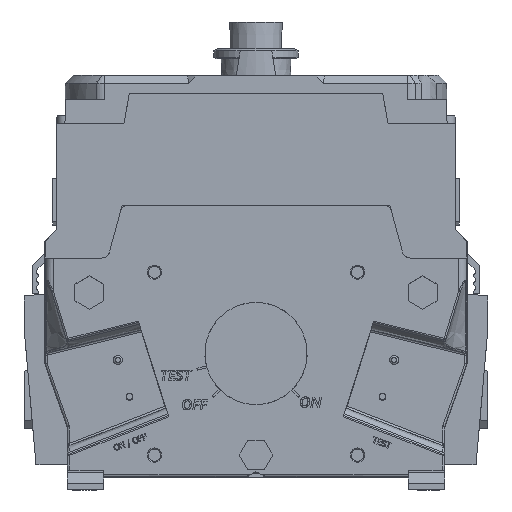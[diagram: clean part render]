
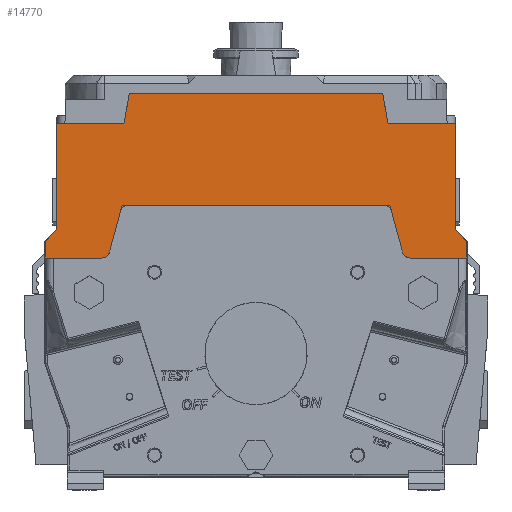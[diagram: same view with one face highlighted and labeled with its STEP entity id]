
A CAD part, front view. The second image highlights one B-rep face of the part: STEP entity #14770.
In plain terms, the highlighted planar face has unit normal (0, -1, -0.009).
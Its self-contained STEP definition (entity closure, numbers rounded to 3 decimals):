
#543=ELLIPSE('',#40578,2.,2.);
#544=ELLIPSE('',#40579,2.,2.);
#1735=PLANE('',#40580);
#3123=FACE_OUTER_BOUND('',#17288,.T.);
#7477=LINE('',#61321,#12297);
#7548=LINE('',#61481,#12368);
#7563=LINE('',#61515,#12383);
#7568=LINE('',#61525,#12388);
#7583=LINE('',#61554,#12403);
#7617=LINE('',#61624,#12437);
#7619=LINE('',#61627,#12439);
#7659=LINE('',#61709,#12479);
#7664=LINE('',#61719,#12484);
#7688=LINE('',#61765,#12508);
#7689=LINE('',#61769,#12509);
#7690=LINE('',#61770,#12510);
#7691=LINE('',#61772,#12511);
#7692=LINE('',#61774,#12512);
#7693=LINE('',#61776,#12513);
#7694=LINE('',#61778,#12514);
#7695=LINE('',#61780,#12515);
#7696=LINE('',#61782,#12516);
#7697=LINE('',#61784,#12517);
#7698=LINE('',#61787,#12518);
#7699=LINE('',#61788,#12519);
#7700=LINE('',#61789,#12520);
#12297=VECTOR('',#48603,1.);
#12368=VECTOR('',#48718,1.);
#12383=VECTOR('',#48741,1.);
#12388=VECTOR('',#48748,1.);
#12403=VECTOR('',#48767,1.);
#12437=VECTOR('',#48831,1.);
#12439=VECTOR('',#48835,1.);
#12479=VECTOR('',#48907,1.);
#12484=VECTOR('',#48914,1.);
#12508=VECTOR('',#48948,1.);
#12509=VECTOR('',#48953,1.);
#12510=VECTOR('',#48954,1.);
#12511=VECTOR('',#48955,1.);
#12512=VECTOR('',#48956,1.);
#12513=VECTOR('',#48957,1.);
#12514=VECTOR('',#48958,1.);
#12515=VECTOR('',#48959,1.);
#12516=VECTOR('',#48960,1.);
#12517=VECTOR('',#48961,1.);
#12518=VECTOR('',#48964,1.);
#12519=VECTOR('',#48965,1.);
#12520=VECTOR('',#48966,1.);
#14770=ADVANCED_FACE('',(#3123),#1735,.T.);
#17288=EDGE_LOOP('',(#25268,#25269,#25270,#25271,#25272,#25273,#25274,#25275,
#25276,#25277,#25278,#25279,#25280,#25281,#25282,#25283,#25284,#25285,#25286,
#25287,#25288,#25289,#25290,#25291));
#25268=ORIENTED_EDGE('',*,*,#36323,.T.);
#25269=ORIENTED_EDGE('',*,*,#36179,.F.);
#25270=ORIENTED_EDGE('',*,*,#36324,.T.);
#25271=ORIENTED_EDGE('',*,*,#36251,.T.);
#25272=ORIENTED_EDGE('',*,*,#36249,.F.);
#25273=ORIENTED_EDGE('',*,*,#36325,.F.);
#25274=ORIENTED_EDGE('',*,*,#36326,.F.);
#25275=ORIENTED_EDGE('',*,*,#36327,.T.);
#25276=ORIENTED_EDGE('',*,*,#36328,.T.);
#25277=ORIENTED_EDGE('',*,*,#36329,.T.);
#25278=ORIENTED_EDGE('',*,*,#36330,.T.);
#25279=ORIENTED_EDGE('',*,*,#36331,.T.);
#25280=ORIENTED_EDGE('',*,*,#36332,.T.);
#25281=ORIENTED_EDGE('',*,*,#36215,.T.);
#25282=ORIENTED_EDGE('',*,*,#36195,.T.);
#25283=ORIENTED_EDGE('',*,*,#36200,.F.);
#25284=ORIENTED_EDGE('',*,*,#36322,.F.);
#25285=ORIENTED_EDGE('',*,*,#36097,.F.);
#25286=ORIENTED_EDGE('',*,*,#36333,.T.);
#25287=ORIENTED_EDGE('',*,*,#36334,.T.);
#25288=ORIENTED_EDGE('',*,*,#36296,.F.);
#25289=ORIENTED_EDGE('',*,*,#36335,.F.);
#25290=ORIENTED_EDGE('',*,*,#36291,.T.);
#25291=ORIENTED_EDGE('',*,*,#36336,.T.);
#27411=VERTEX_POINT('',#51456);
#27421=VERTEX_POINT('',#51504);
#27529=VERTEX_POINT('',#52546);
#27537=VERTEX_POINT('',#52588);
#30309=VERTEX_POINT('',#61322);
#30376=VERTEX_POINT('',#61482);
#30389=VERTEX_POINT('',#61513);
#30391=VERTEX_POINT('',#61516);
#30394=VERTEX_POINT('',#61524);
#30407=VERTEX_POINT('',#61555);
#30423=VERTEX_POINT('',#61616);
#30427=VERTEX_POINT('',#61623);
#30428=VERTEX_POINT('',#61628);
#30454=VERTEX_POINT('',#61710);
#30457=VERTEX_POINT('',#61718);
#30475=VERTEX_POINT('',#61768);
#30476=VERTEX_POINT('',#61771);
#30477=VERTEX_POINT('',#61773);
#30478=VERTEX_POINT('',#61775);
#30479=VERTEX_POINT('',#61777);
#30480=VERTEX_POINT('',#61779);
#30481=VERTEX_POINT('',#61781);
#30482=VERTEX_POINT('',#61783);
#30483=VERTEX_POINT('',#61786);
#36097=EDGE_CURVE('',#30309,#27421,#7477,.T.);
#36179=EDGE_CURVE('',#27537,#30376,#7548,.T.);
#36195=EDGE_CURVE('',#30391,#30389,#7563,.T.);
#36200=EDGE_CURVE('',#30394,#30389,#7568,.T.);
#36215=EDGE_CURVE('',#30407,#30391,#7583,.T.);
#36249=EDGE_CURVE('',#30427,#30423,#7617,.T.);
#36251=EDGE_CURVE('',#30428,#30423,#7619,.T.);
#36291=EDGE_CURVE('',#30454,#27529,#7659,.T.);
#36296=EDGE_CURVE('',#30457,#27411,#7664,.T.);
#36322=EDGE_CURVE('',#27421,#30394,#7688,.T.);
#36323=EDGE_CURVE('',#30475,#30376,#543,.T.);
#36324=EDGE_CURVE('',#27537,#30428,#7689,.T.);
#36325=EDGE_CURVE('',#30476,#30427,#7690,.T.);
#36326=EDGE_CURVE('',#30477,#30476,#7691,.T.);
#36327=EDGE_CURVE('',#30477,#30478,#7692,.T.);
#36328=EDGE_CURVE('',#30478,#30479,#7693,.T.);
#36329=EDGE_CURVE('',#30479,#30480,#7694,.T.);
#36330=EDGE_CURVE('',#30480,#30481,#7695,.T.);
#36331=EDGE_CURVE('',#30481,#30482,#7696,.T.);
#36332=EDGE_CURVE('',#30482,#30407,#7697,.T.);
#36333=EDGE_CURVE('',#30309,#30483,#544,.T.);
#36334=EDGE_CURVE('',#30483,#27411,#7698,.T.);
#36335=EDGE_CURVE('',#30454,#30457,#7699,.T.);
#36336=EDGE_CURVE('',#27529,#30475,#7700,.T.);
#40578=AXIS2_PLACEMENT_3D('',#61767,#48951,#48952);
#40579=AXIS2_PLACEMENT_3D('',#61785,#48962,#48963);
#40580=AXIS2_PLACEMENT_3D('',#61790,#48967,#48968);
#48603=DIRECTION('',(-1.,0.,0.));
#48718=DIRECTION('',(-1.,0.,0.));
#48741=DIRECTION('',(-0.707,0.006,-0.707));
#48748=DIRECTION('',(0.,-0.009,1.));
#48767=DIRECTION('',(0.,0.009,-1.));
#48831=DIRECTION('',(0.707,0.006,-0.707));
#48835=DIRECTION('',(0.,-0.009,1.));
#48907=DIRECTION('',(0.259,0.008,-0.966));
#48914=DIRECTION('',(-0.259,0.008,-0.966));
#48948=DIRECTION('',(-1.,0.,0.));
#48951=DIRECTION('',(0.,-1.,-0.009));
#48952=DIRECTION('',(0.,0.009,-1.));
#48953=DIRECTION('',(1.,0.,0.));
#48954=DIRECTION('',(0.,0.009,-1.));
#48955=DIRECTION('',(1.,0.,0.));
#48956=DIRECTION('',(-1.,0.,0.));
#48957=DIRECTION('',(-0.174,-0.009,0.985));
#48958=DIRECTION('',(-1.,0.,0.));
#48959=DIRECTION('',(-0.174,0.009,-0.985));
#48960=DIRECTION('',(-1.,0.,0.));
#48961=DIRECTION('',(-1.,0.,0.));
#48962=DIRECTION('',(0.,-1.,-0.009));
#48963=DIRECTION('',(0.,0.009,-1.));
#48964=DIRECTION('',(0.259,-0.008,0.966));
#48965=DIRECTION('',(-1.,0.,0.));
#48966=DIRECTION('',(0.259,0.008,-0.966));
#48967=DIRECTION('',(0.,-1.,-0.009));
#48968=DIRECTION('',(1.,0.,0.));
#51456=CARTESIAN_POINT('',(74.951,-85.097,77.918));
#51504=CARTESIAN_POINT('',(57.809,-84.997,66.4));
#52546=CARTESIAN_POINT('',(141.676,-85.097,77.918));
#52588=CARTESIAN_POINT('',(158.817,-84.997,66.4));
#61321=CARTESIAN_POINT('',(76.642,-84.997,66.4));
#61322=CARTESIAN_POINT('',(70.33,-84.997,66.4));
#61481=CARTESIAN_POINT('',(113.091,-84.997,66.4));
#61482=CARTESIAN_POINT('',(146.297,-84.997,66.4));
#61513=CARTESIAN_POINT('',(56.461,-85.033,70.548));
#61515=CARTESIAN_POINT('',(68.773,-85.14,82.859));
#61516=CARTESIAN_POINT('',(59.313,-85.058,73.4));
#61524=CARTESIAN_POINT('',(56.461,-84.997,66.4));
#61525=CARTESIAN_POINT('',(56.462,-85.113,79.767));
#61554=CARTESIAN_POINT('',(59.313,-85.24,94.265));
#61555=CARTESIAN_POINT('',(59.313,-85.285,99.4));
#61616=CARTESIAN_POINT('',(160.165,-85.033,70.548));
#61623=CARTESIAN_POINT('',(157.313,-85.058,73.4));
#61624=CARTESIAN_POINT('',(147.854,-85.14,82.859));
#61627=CARTESIAN_POINT('',(160.165,-85.113,79.767));
#61628=CARTESIAN_POINT('',(160.166,-84.997,66.4));
#61709=CARTESIAN_POINT('',(141.402,-85.106,78.94));
#61710=CARTESIAN_POINT('',(141.279,-85.11,79.4));
#61718=CARTESIAN_POINT('',(75.348,-85.11,79.4));
#61719=CARTESIAN_POINT('',(75.225,-85.106,78.94));
#61765=CARTESIAN_POINT('',(68.867,-84.997,66.4));
#61767=CARTESIAN_POINT('',(146.297,-85.014,68.4));
#61768=CARTESIAN_POINT('',(144.365,-85.009,67.882));
#61769=CARTESIAN_POINT('',(147.76,-84.997,66.4));
#61770=CARTESIAN_POINT('',(157.313,-85.24,94.265));
#61771=CARTESIAN_POINT('',(157.313,-85.285,99.4));
#61772=CARTESIAN_POINT('',(138.01,-85.285,99.4));
#61773=CARTESIAN_POINT('',(155.838,-85.285,99.4));
#61774=CARTESIAN_POINT('',(138.01,-85.285,99.4));
#61775=CARTESIAN_POINT('',(140.813,-85.285,99.4));
#61776=CARTESIAN_POINT('',(140.946,-85.278,98.648));
#61777=CARTESIAN_POINT('',(139.491,-85.35,106.9));
#61778=CARTESIAN_POINT('',(139.491,-85.35,106.9));
#61779=CARTESIAN_POINT('',(77.136,-85.35,106.9));
#61780=CARTESIAN_POINT('',(75.681,-85.278,98.648));
#61781=CARTESIAN_POINT('',(75.813,-85.285,99.4));
#61782=CARTESIAN_POINT('',(78.617,-85.285,99.4));
#61783=CARTESIAN_POINT('',(60.788,-85.285,99.4));
#61784=CARTESIAN_POINT('',(78.617,-85.285,99.4));
#61785=CARTESIAN_POINT('',(70.33,-85.014,68.4));
#61786=CARTESIAN_POINT('',(72.262,-85.009,67.882));
#61787=CARTESIAN_POINT('',(76.784,-85.157,84.759));
#61788=CARTESIAN_POINT('',(77.617,-85.11,79.4));
#61789=CARTESIAN_POINT('',(138.041,-85.215,91.482));
#61790=CARTESIAN_POINT('',(81.42,-85.196,89.279));
